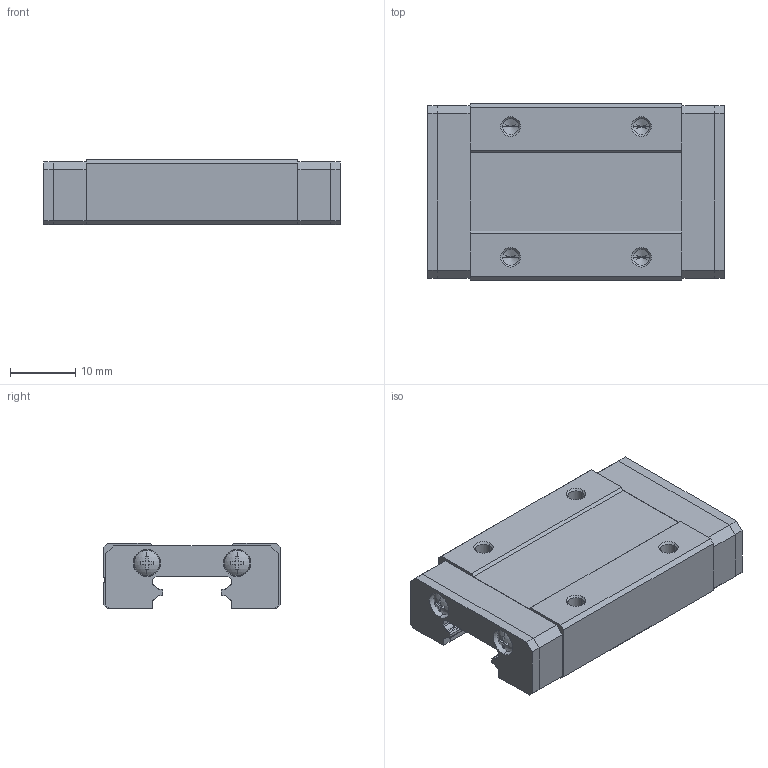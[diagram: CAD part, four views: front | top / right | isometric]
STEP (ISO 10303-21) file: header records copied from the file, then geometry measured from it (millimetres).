
FILE_DESCRIPTION(('starvars output'),'2;1');
FILE_NAME('cv20241013121801000037376.stp','12:18:02 2024/10/13',( 'Thomas Industrial Network Germany GmbH'),( 'Thomas Industrial Network Germany GmbH'),'unknown preprocess','ACIS' ,'unknown authorization');
FILE_SCHEMA(('AUTOMOTIVE_DESIGN_CC2 {UNKNOWN IMPLEMENTATION LEVEL}'));
Length unit declared in the file: millimetre
Products named in the file (9): PRODUCT_ID_1; PRODUCT_ID_2; PRODUCT_ID_3; PRODUCT_ID_4; PRODUCT_ID_5; PRODUCT_ID_6; PRODUCT_ID_7; PRODUCT_ID_8; PRODUCT_ID_9
Bounding box: 45.4 x 27 x 10 mm (x, y, z)
Volume: 9190.3 mm3; surface area: 6153.1 mm2
Topology: 9 solids, 9 shells, 342 faces, 916 edges, 596 vertices
Faces by surface type: plane 189, cylinder 113, cone 32, sphere 8
Entity records: 13452 total; most frequent: ORIENTED_EDGE 1816, CARTESIAN_POINT 1691, DIRECTION 1630, EDGE_CURVE 908, VERTEX_POINT 596, VECTOR 560, LINE 560, AXIS2_PLACEMENT_3D 535
